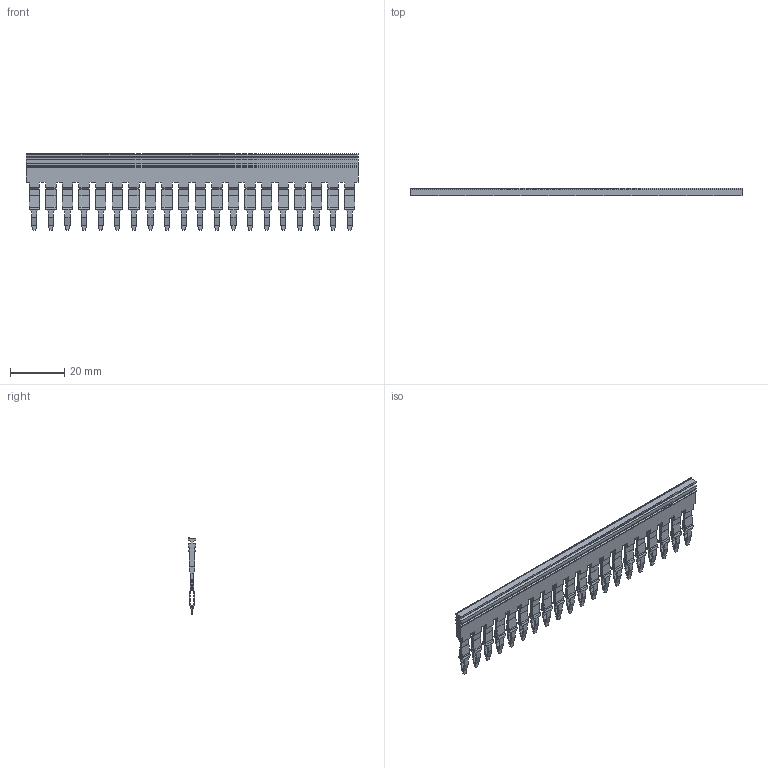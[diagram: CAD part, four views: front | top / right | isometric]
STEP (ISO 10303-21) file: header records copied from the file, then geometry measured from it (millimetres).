
FILE_DESCRIPTION(('CATIA V5R20 STEP214','CAx-IF Rec.Pracs.--- Model Styling and Organization---1.5--- 2016-08-15','CAx-IF Rec.Pracs.---Supplemental Geometry---1.0---2011-11-01','CAx-IF Rec.Pracs.--- Composite Materials ---1.1---2010-07-15'),'2;1');
FILE_NAME ('1337314-5_1', '2025-10-06T07:21:27+00:00', ('Weidmueller Interface'), ('Weidmueller'), 'CATIA Version 5-6 Release 2024 SP4', 'CATIA V5 STEP AP214 v3', 'none');
FILE_SCHEMA(('AUTOMOTIVE_DESIGN { 1 0 10303 214 1 1 1 1 }'));
Products named in the file (1): ZQV 
Bounding box: 121.98 x 2.8 x 27.95 mm (x, y, z)
Volume: 3686.7 mm3; surface area: 7783.3 mm2
Topology: 1 solids, 1 shells, 1931 faces, 5164 edges, 3235 vertices
Faces by surface type: plane 1488, cylinder 363, bspline 80
Entity records: 53389 total; most frequent: CARTESIAN_POINT 11184, ORIENTED_EDGE 10328, DIRECTION 6027, EDGE_CURVE 5164, VECTOR 4003, LINE 4003, VERTEX_POINT 3235, EDGE_LOOP 1971
